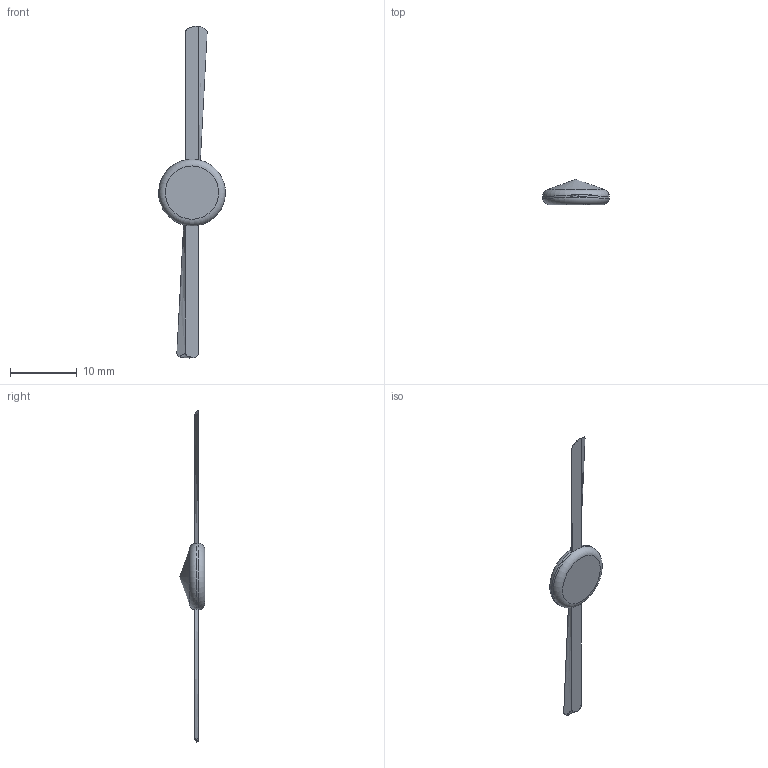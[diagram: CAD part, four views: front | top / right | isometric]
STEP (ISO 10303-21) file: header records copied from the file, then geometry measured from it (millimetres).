
FILE_DESCRIPTION(/* description */ (''),/* implementation_level */ '2;1');
FILE_NAME(/* name */ 'PropTest.stp',/* time_stamp */ '2021-11-23T11:37:40-06:00',/* author */ ('PC'),/* organization */ (''),/* preprocessor_version */ 'ST-DEVELOPER v18.1',/* originating_system */ 'Autodesk Inventor 2021',/* authorisation */ '');
FILE_SCHEMA (('AUTOMOTIVE_DESIGN { 1 0 10303 214 3 1 1 }'));
Length unit declared in the file: millimetre
Products named in the file (1): Part1
Bounding box: 10 x 3.82 x 49.81 mm (x, y, z)
Volume: 234.9 mm3; surface area: 436.3 mm2
Topology: 1 solids, 1 shells, 22 faces, 67 edges, 46 vertices
Faces by surface type: bspline 12, plane 5, torus 2, cylinder 2, cone 1
Entity records: 1172 total; most frequent: CARTESIAN_POINT 599, ORIENTED_EDGE 132, EDGE_CURVE 66, DIRECTION 64, VERTEX_POINT 46, B_SPLINE_CURVE_WITH_KNOTS 40, AXIS2_PLACEMENT_3D 27, STYLED_ITEM 23
